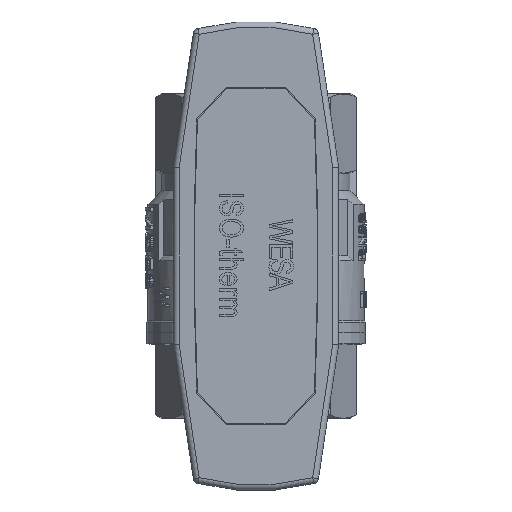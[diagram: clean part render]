
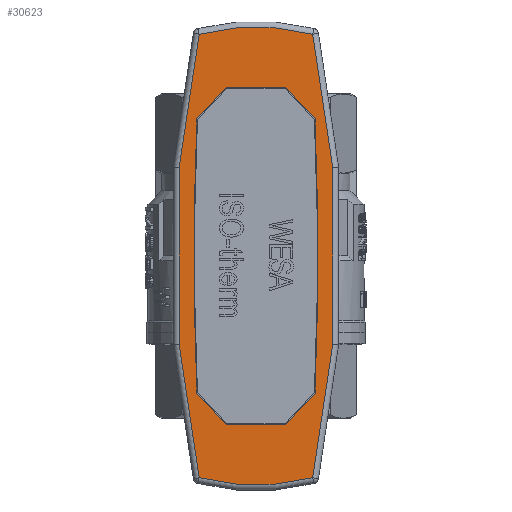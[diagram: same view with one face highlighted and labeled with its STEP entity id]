
A CAD part, left-side view. The second image highlights one B-rep face of the part: STEP entity #30623.
In plain terms, the highlighted face is planar.
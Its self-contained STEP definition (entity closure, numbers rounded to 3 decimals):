
#1896=CIRCLE('',#40362,38.75);
#1898=CIRCLE('',#40365,38.75);
#1899=CIRCLE('',#40366,538.206);
#1900=CIRCLE('',#40367,538.206);
#5234=ORIENTED_EDGE('',*,*,#13237,.F.);
#5235=ORIENTED_EDGE('',*,*,#13238,.F.);
#5236=ORIENTED_EDGE('',*,*,#13239,.T.);
#5237=ORIENTED_EDGE('',*,*,#13240,.T.);
#5238=ORIENTED_EDGE('',*,*,#13166,.T.);
#5239=ORIENTED_EDGE('',*,*,#13241,.T.);
#5240=ORIENTED_EDGE('',*,*,#13235,.T.);
#5241=ORIENTED_EDGE('',*,*,#13195,.F.);
#5242=ORIENTED_EDGE('',*,*,#13242,.T.);
#5243=ORIENTED_EDGE('',*,*,#13243,.F.);
#5244=ORIENTED_EDGE('',*,*,#13244,.F.);
#5245=ORIENTED_EDGE('',*,*,#13245,.F.);
#5246=ORIENTED_EDGE('',*,*,#13246,.F.);
#5247=ORIENTED_EDGE('',*,*,#13247,.F.);
#5248=ORIENTED_EDGE('',*,*,#13248,.F.);
#5249=ORIENTED_EDGE('',*,*,#13249,.F.);
#13166=EDGE_CURVE('',#17416,#17417,#20891,.T.);
#13195=EDGE_CURVE('',#17438,#17422,#20909,.T.);
#13235=EDGE_CURVE('',#17425,#17422,#1896,.T.);
#13237=EDGE_CURVE('',#17461,#17438,#20941,.T.);
#13238=EDGE_CURVE('',#17462,#17461,#20942,.T.);
#13239=EDGE_CURVE('',#17462,#17463,#1898,.T.);
#13240=EDGE_CURVE('',#17463,#17416,#20943,.T.);
#13241=EDGE_CURVE('',#17417,#17425,#20944,.T.);
#13242=EDGE_CURVE('',#17464,#17465,#1899,.T.);
#13243=EDGE_CURVE('',#17466,#17465,#20945,.T.);
#13244=EDGE_CURVE('',#17467,#17466,#20946,.T.);
#13245=EDGE_CURVE('',#17468,#17467,#20947,.T.);
#13246=EDGE_CURVE('',#17469,#17468,#1900,.T.);
#13247=EDGE_CURVE('',#17470,#17469,#20948,.T.);
#13248=EDGE_CURVE('',#17471,#17470,#20949,.T.);
#13249=EDGE_CURVE('',#17464,#17471,#20950,.T.);
#17416=VERTEX_POINT('',#56464);
#17417=VERTEX_POINT('',#56465);
#17422=VERTEX_POINT('',#56476);
#17425=VERTEX_POINT('',#56483);
#17438=VERTEX_POINT('',#56522);
#17461=VERTEX_POINT('',#56604);
#17462=VERTEX_POINT('',#56606);
#17463=VERTEX_POINT('',#56608);
#17464=VERTEX_POINT('',#56612);
#17465=VERTEX_POINT('',#56613);
#17466=VERTEX_POINT('',#56615);
#17467=VERTEX_POINT('',#56617);
#17468=VERTEX_POINT('',#56619);
#17469=VERTEX_POINT('',#56621);
#17470=VERTEX_POINT('',#56623);
#17471=VERTEX_POINT('',#56625);
#20891=LINE('',#56463,#23500);
#20909=LINE('',#56521,#23518);
#20941=LINE('',#56603,#23550);
#20942=LINE('',#56605,#23551);
#20943=LINE('',#56609,#23552);
#20944=LINE('',#56610,#23553);
#20945=LINE('',#56614,#23554);
#20946=LINE('',#56616,#23555);
#20947=LINE('',#56618,#23556);
#20948=LINE('',#56622,#23557);
#20949=LINE('',#56624,#23558);
#20950=LINE('',#56626,#23559);
#23500=VECTOR('',#45931,1000.);
#23518=VECTOR('',#45985,1000.);
#23550=VECTOR('',#46071,1000.);
#23551=VECTOR('',#46072,1000.);
#23552=VECTOR('',#46075,1000.);
#23553=VECTOR('',#46076,1000.);
#23554=VECTOR('',#46079,1000.);
#23555=VECTOR('',#46080,1000.);
#23556=VECTOR('',#46081,1000.);
#23557=VECTOR('',#46084,1000.);
#23558=VECTOR('',#46085,1000.);
#23559=VECTOR('',#46086,1000.);
#25394=EDGE_LOOP('',(#5234,#5235,#5236,#5237,#5238,#5239,#5240,#5241));
#25395=EDGE_LOOP('',(#5242,#5243,#5244,#5245,#5246,#5247,#5248,#5249));
#27268=FACE_BOUND('',#25394,.T.);
#27269=FACE_BOUND('',#25395,.T.);
#29070=PLANE('',#40364);
#30623=ADVANCED_FACE('',(#27268,#27269),#29070,.T.);
#40362=AXIS2_PLACEMENT_3D('',#56600,#46065,#46066);
#40364=AXIS2_PLACEMENT_3D('',#56602,#46069,#46070);
#40365=AXIS2_PLACEMENT_3D('',#56607,#46073,#46074);
#40366=AXIS2_PLACEMENT_3D('',#56611,#46077,#46078);
#40367=AXIS2_PLACEMENT_3D('',#56620,#46082,#46083);
#45931=DIRECTION('',(1.,0.,0.));
#45985=DIRECTION('',(0.989,-0.148,0.));
#46065=DIRECTION('',(0.,0.,1.));
#46066=DIRECTION('',(1.,0.,0.));
#46069=DIRECTION('',(0.,0.,1.));
#46070=DIRECTION('',(1.,0.,0.));
#46071=DIRECTION('',(1.,0.,0.));
#46072=DIRECTION('',(0.989,0.148,0.));
#46073=DIRECTION('',(0.,0.,1.));
#46074=DIRECTION('',(1.,0.,0.));
#46075=DIRECTION('',(0.989,-0.148,0.));
#46076=DIRECTION('',(0.989,0.148,0.));
#46077=DIRECTION('',(0.,0.,-1.));
#46078=DIRECTION('',(1.,0.,0.));
#46079=DIRECTION('',(0.728,-0.686,0.));
#46080=DIRECTION('',(0.,-1.,0.));
#46081=DIRECTION('',(-0.728,-0.686,0.));
#46082=DIRECTION('',(0.,0.,1.));
#46083=DIRECTION('',(1.,0.,0.));
#46084=DIRECTION('',(-0.728,0.686,0.));
#46085=DIRECTION('',(0.,1.,0.));
#46086=DIRECTION('',(0.728,0.686,0.));
#56463=CARTESIAN_POINT('',(-15.,-13.,48.));
#56464=CARTESIAN_POINT('',(-14.925,-13.,48.));
#56465=CARTESIAN_POINT('',(14.925,-13.,48.));
#56476=CARTESIAN_POINT('',(37.54,9.609,48.));
#56483=CARTESIAN_POINT('',(37.54,-9.609,48.));
#56521=CARTESIAN_POINT('',(4.164,14.614,48.));
#56522=CARTESIAN_POINT('',(14.925,13.,48.));
#56600=CARTESIAN_POINT('',(0.,0.,48.));
#56602=CARTESIAN_POINT('',(4.164,7.588,48.));
#56603=CARTESIAN_POINT('',(4.164,13.,48.));
#56604=CARTESIAN_POINT('',(-14.925,13.,48.));
#56605=CARTESIAN_POINT('',(4.164,15.863,48.));
#56606=CARTESIAN_POINT('',(-37.54,9.609,48.));
#56607=CARTESIAN_POINT('',(0.,0.,48.));
#56608=CARTESIAN_POINT('',(-37.54,-9.609,48.));
#56609=CARTESIAN_POINT('',(4.164,-15.863,48.));
#56610=CARTESIAN_POINT('',(4.164,-14.614,48.));
#56611=CARTESIAN_POINT('',(0.,527.706,48.));
#56612=CARTESIAN_POINT('',(23.194,-10.,48.));
#56613=CARTESIAN_POINT('',(-23.194,-10.,48.));
#56614=CARTESIAN_POINT('',(0.,-31.856,48.));
#56615=CARTESIAN_POINT('',(-28.5,-5.,48.));
#56616=CARTESIAN_POINT('',(-28.5,0.,48.));
#56617=CARTESIAN_POINT('',(-28.5,5.,48.));
#56618=CARTESIAN_POINT('',(0.,31.856,48.));
#56619=CARTESIAN_POINT('',(-23.194,10.,48.));
#56620=CARTESIAN_POINT('',(0.,-527.706,48.));
#56621=CARTESIAN_POINT('',(23.194,10.,48.));
#56622=CARTESIAN_POINT('',(0.,31.856,48.));
#56623=CARTESIAN_POINT('',(28.5,5.,48.));
#56624=CARTESIAN_POINT('',(28.5,0.,48.));
#56625=CARTESIAN_POINT('',(28.5,-5.,48.));
#56626=CARTESIAN_POINT('',(0.,-31.856,48.));
